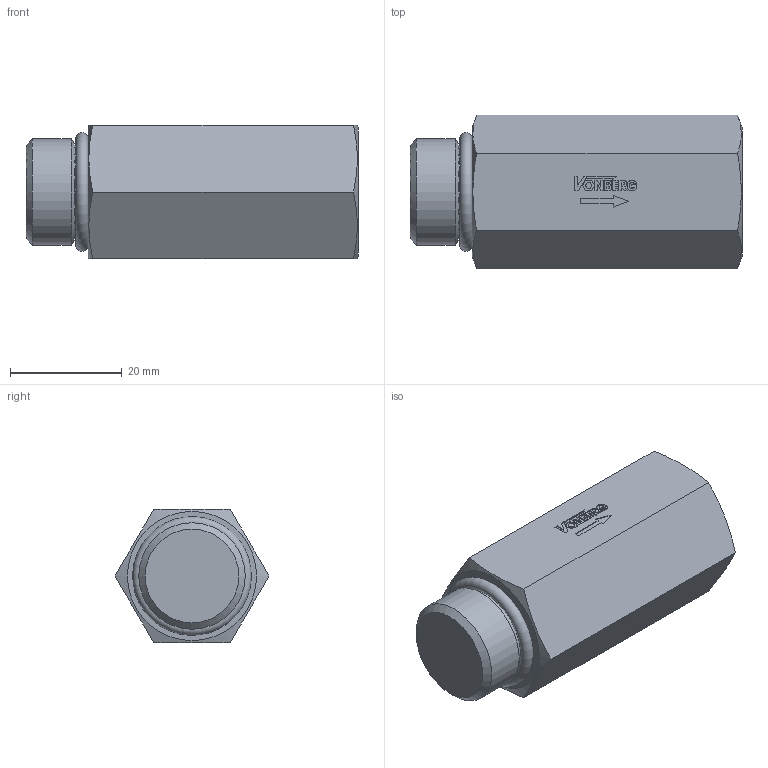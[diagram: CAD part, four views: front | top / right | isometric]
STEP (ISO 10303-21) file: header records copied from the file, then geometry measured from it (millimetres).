
FILE_DESCRIPTION((''),'2;1');
FILE_NAME('10112-808.stp','2015-01-02T13:43:47',('jml'),(''),'Autodesk Inventor 2010','Autodesk Inventor 2010','');
FILE_SCHEMA(('AUTOMOTIVE_DESIGN { 1 0 10303 214 1 1 1 1 }'));
Length unit declared in the file: inch
Products named in the file (3): 10112-808; 220545; 908 O-RING
Assembly tree (2 placements, depth 2):
  10112-808
    220545
    908 O-RING
Bounding box: 59.44 x 27.51 x 23.83 mm (x, y, z)
Volume: 22104.5 mm3; surface area: 7000.7 mm2
Topology: 2 solids, 2 shells, 120 faces, 301 edges, 198 vertices
Faces by surface type: plane 93, cylinder 18, cone 7, torus 2
Full cylindrical faces by diameter (mm): 1.044 x1, 16.815 x1, 17.323 x1, 19.05 x1
Entity records: 3570 total; most frequent: CARTESIAN_POINT 632, ORIENTED_EDGE 574, DIRECTION 570, EDGE_CURVE 287, VECTOR 230, LINE 230, VERTEX_POINT 196, AXIS2_PLACEMENT_3D 170
